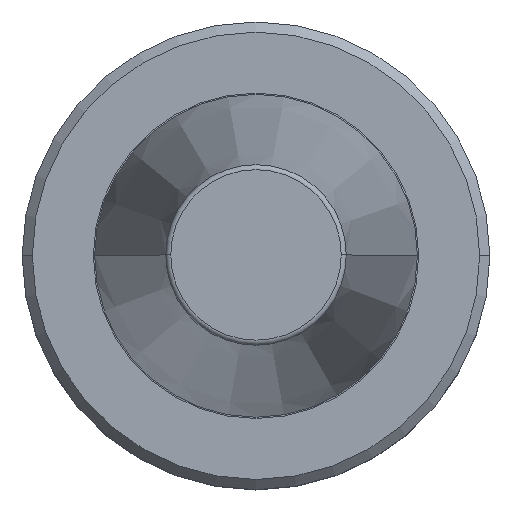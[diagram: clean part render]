
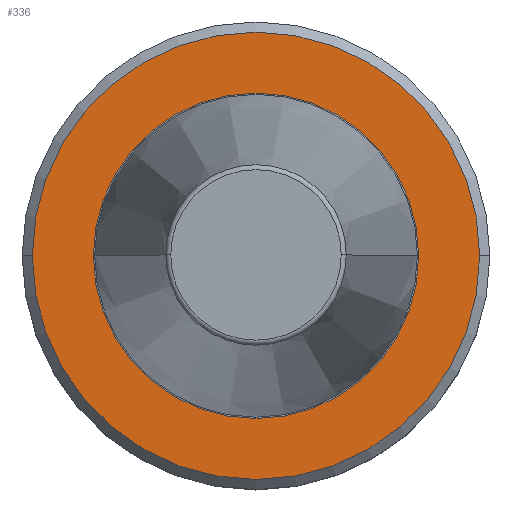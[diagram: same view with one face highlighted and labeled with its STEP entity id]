
A CAD part, top view. The second image highlights one B-rep face of the part: STEP entity #336.
In plain terms, the highlighted planar face has unit normal (0, 0, 1).
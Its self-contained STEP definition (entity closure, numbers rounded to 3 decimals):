
#2 = CIRCLE ( 'NONE', #490, 16. ) ;
#11 = DIRECTION ( 'NONE',  ( -1., 0., 0. ) ) ;
#22 = CARTESIAN_POINT ( 'NONE',  ( 0., 0., -2. ) ) ;
#38 = ORIENTED_EDGE ( 'NONE', *, *, #89, .F. ) ;
#76 = EDGE_CURVE ( 'NONE', #383, #367, #178, .T. ) ;
#89 = EDGE_CURVE ( 'NONE', #130, #728, #2, .T. ) ;
#111 = CARTESIAN_POINT ( 'NONE',  ( 0., 0., -2. ) ) ;
#120 = EDGE_LOOP ( 'NONE', ( #695, #38 ) ) ;
#125 = FACE_BOUND ( 'NONE', #120, .T. ) ;
#130 = VERTEX_POINT ( 'NONE', #644 ) ;
#176 = CARTESIAN_POINT ( 'NONE',  ( 16., 0., -2. ) ) ;
#178 = CIRCLE ( 'NONE', #440, 22. ) ;
#185 = CARTESIAN_POINT ( 'NONE',  ( 22., 0., -2. ) ) ;
#221 = DIRECTION ( 'NONE',  ( 0., 0., 1. ) ) ;
#249 = ORIENTED_EDGE ( 'NONE', *, *, #283, .T. ) ;
#266 = DIRECTION ( 'NONE',  ( 1., 0., 0. ) ) ;
#283 = EDGE_CURVE ( 'NONE', #367, #383, #342, .T. ) ;
#293 = FACE_OUTER_BOUND ( 'NONE', #977, .T. ) ;
#312 = CARTESIAN_POINT ( 'NONE',  ( -22., 0., -2. ) ) ;
#328 = DIRECTION ( 'NONE',  ( 0., 0., 1. ) ) ;
#336 = ADVANCED_FACE ( 'NONE', ( #125, #293 ), #374, .F. ) ;
#342 = CIRCLE ( 'NONE', #366, 22. ) ;
#366 = AXIS2_PLACEMENT_3D ( 'NONE', #111, #370, #266 ) ;
#367 = VERTEX_POINT ( 'NONE', #312 ) ;
#370 = DIRECTION ( 'NONE',  ( 0., 0., 1. ) ) ;
#374 = PLANE ( 'NONE',  #632 ) ;
#383 = VERTEX_POINT ( 'NONE', #185 ) ;
#438 = DIRECTION ( 'NONE',  ( 0., 0., 1. ) ) ;
#440 = AXIS2_PLACEMENT_3D ( 'NONE', #989, #438, #908 ) ;
#490 = AXIS2_PLACEMENT_3D ( 'NONE', #513, #221, #670 ) ;
#510 = CIRCLE ( 'NONE', #717, 16. ) ;
#513 = CARTESIAN_POINT ( 'NONE',  ( 0., 0., -2. ) ) ;
#521 = DIRECTION ( 'NONE',  ( 0., 0., -1. ) ) ;
#596 = EDGE_CURVE ( 'NONE', #728, #130, #510, .T. ) ;
#632 = AXIS2_PLACEMENT_3D ( 'NONE', #22, #521, #11 ) ;
#644 = CARTESIAN_POINT ( 'NONE',  ( -16., 0., -2. ) ) ;
#670 = DIRECTION ( 'NONE',  ( 1., 0., 0. ) ) ;
#695 = ORIENTED_EDGE ( 'NONE', *, *, #596, .F. ) ;
#702 = ORIENTED_EDGE ( 'NONE', *, *, #76, .T. ) ;
#717 = AXIS2_PLACEMENT_3D ( 'NONE', #799, #328, #877 ) ;
#728 = VERTEX_POINT ( 'NONE', #176 ) ;
#799 = CARTESIAN_POINT ( 'NONE',  ( 0., 0., -2. ) ) ;
#877 = DIRECTION ( 'NONE',  ( 1., 0., 0. ) ) ;
#908 = DIRECTION ( 'NONE',  ( 1., 0., 0. ) ) ;
#977 = EDGE_LOOP ( 'NONE', ( #249, #702 ) ) ;
#989 = CARTESIAN_POINT ( 'NONE',  ( 0., 0., -2. ) ) ;
